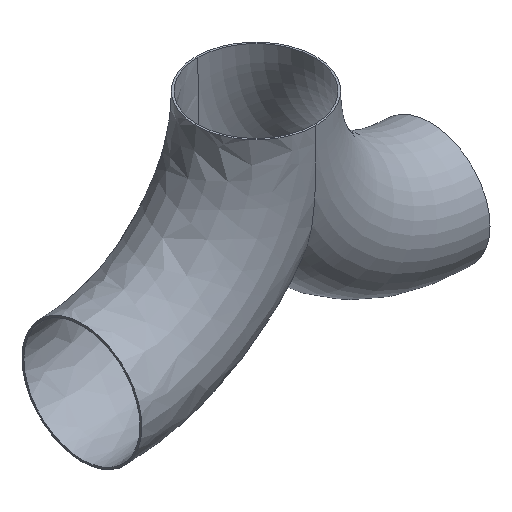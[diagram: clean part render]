
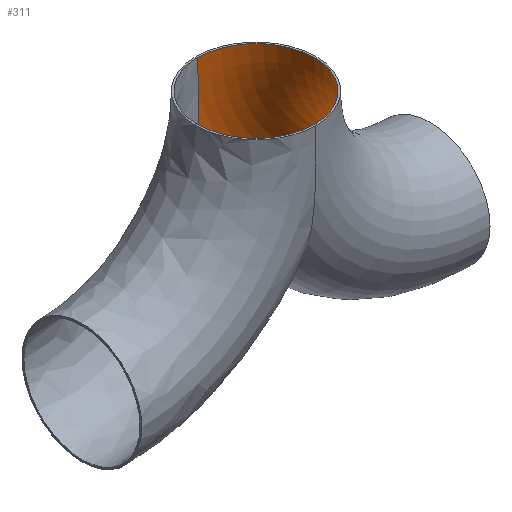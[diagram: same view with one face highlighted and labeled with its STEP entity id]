
A CAD part, isometric view. The second image highlights one B-rep face of the part: STEP entity #311.
In plain terms, the highlighted toroidal (fillet/blend) face has major radius 187.5 mm and minor radius 62.5 mm.
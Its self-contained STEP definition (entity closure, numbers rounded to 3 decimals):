
#168=CARTESIAN_POINT('',(0.,62.5,0.));
#169=VERTEX_POINT('',#168);
#170=CARTESIAN_POINT('',(0.,-62.5,0.));
#171=VERTEX_POINT('',#170);
#172=CARTESIAN_POINT('',(0.,62.5,0.));
#173=CARTESIAN_POINT('',(0.,62.5,-0.175));
#174=CARTESIAN_POINT('',(0.,62.5,-0.385));
#175=CARTESIAN_POINT('',(0.,62.5,-0.56));
#176=CARTESIAN_POINT('',(0.,62.5,-7.769));
#177=CARTESIAN_POINT('',(0.,62.505,-15.616));
#178=CARTESIAN_POINT('',(0.,62.483,-23.253));
#179=CARTESIAN_POINT('',(0.,62.465,-29.756));
#180=CARTESIAN_POINT('',(0.,62.422,-36.108));
#181=CARTESIAN_POINT('',(0.,62.331,-41.785));
#182=CARTESIAN_POINT('',(0.,62.306,-43.332));
#183=CARTESIAN_POINT('',(0.,62.278,-44.829));
#184=CARTESIAN_POINT('',(0.,62.246,-46.266));
#185=CARTESIAN_POINT('',(0.,62.228,-47.142));
#186=CARTESIAN_POINT('',(0.,62.208,-47.989));
#187=CARTESIAN_POINT('',(0.,62.186,-48.842));
#188=CARTESIAN_POINT('',(0.,61.775,-65.036));
#189=CARTESIAN_POINT('',(0.,60.776,-81.447));
#190=CARTESIAN_POINT('',(0.,57.893,-96.883));
#191=CARTESIAN_POINT('',(0.,56.329,-105.256));
#192=CARTESIAN_POINT('',(0.,54.214,-113.342));
#193=CARTESIAN_POINT('',(0.,51.351,-120.953));
#194=CARTESIAN_POINT('',(0.,50.949,-122.022));
#195=CARTESIAN_POINT('',(0.,50.532,-123.081));
#196=CARTESIAN_POINT('',(0.,50.1,-124.13));
#197=CARTESIAN_POINT('',(0.,49.77,-124.933));
#198=CARTESIAN_POINT('',(0.,49.431,-125.729));
#199=CARTESIAN_POINT('',(0.,49.088,-126.506));
#200=CARTESIAN_POINT('',(0.,46.145,-133.184));
#201=CARTESIAN_POINT('',(0.,42.864,-138.697));
#202=CARTESIAN_POINT('',(0.,39.472,-143.248));
#203=CARTESIAN_POINT('',(0.,37.713,-145.609));
#204=CARTESIAN_POINT('',(0.,35.924,-147.71));
#205=CARTESIAN_POINT('',(0.,34.135,-149.581));
#206=CARTESIAN_POINT('',(0.,33.645,-150.093));
#207=CARTESIAN_POINT('',(0.,33.149,-150.593));
#208=CARTESIAN_POINT('',(0.,32.645,-151.086));
#209=CARTESIAN_POINT('',(0.,29.46,-154.195));
#210=CARTESIAN_POINT('',(0.,25.953,-156.934));
#211=CARTESIAN_POINT('',(0.,22.139,-159.167));
#212=CARTESIAN_POINT('',(0.,20.632,-160.048));
#213=CARTESIAN_POINT('',(0.,19.078,-160.851));
#214=CARTESIAN_POINT('',(0.,17.477,-161.565));
#215=CARTESIAN_POINT('',(0.,16.197,-162.137));
#216=CARTESIAN_POINT('',(0.,14.893,-162.648));
#217=CARTESIAN_POINT('',(0.,13.574,-163.095));
#218=CARTESIAN_POINT('',(0.,9.843,-164.36));
#219=CARTESIAN_POINT('',(0.,5.973,-165.117));
#220=CARTESIAN_POINT('',(0.,2.02,-165.31));
#221=CARTESIAN_POINT('',(0.,0.888,-165.365));
#222=CARTESIAN_POINT('',(0.,-0.248,-165.374));
#223=CARTESIAN_POINT('',(0.,-1.376,-165.337));
#224=CARTESIAN_POINT('',(0.,-5.172,-165.21));
#225=CARTESIAN_POINT('',(0.,-8.915,-164.562));
#226=CARTESIAN_POINT('',(0.,-12.551,-163.428));
#227=CARTESIAN_POINT('',(0.,-14.014,-162.972));
#228=CARTESIAN_POINT('',(0.,-15.462,-162.435));
#229=CARTESIAN_POINT('',(0.,-16.872,-161.83));
#230=CARTESIAN_POINT('',(0.,-20.594,-160.233));
#231=CARTESIAN_POINT('',(0.,-24.08,-158.154));
#232=CARTESIAN_POINT('',(0.,-27.31,-155.699));
#233=CARTESIAN_POINT('',(0.,-29.817,-153.792));
#234=CARTESIAN_POINT('',(0.,-32.172,-151.654));
#235=CARTESIAN_POINT('',(0.,-34.35,-149.354));
#236=CARTESIAN_POINT('',(0.,-38.295,-145.189));
#237=CARTESIAN_POINT('',(0.,-41.677,-140.483));
#238=CARTESIAN_POINT('',(0.,-44.553,-135.494));
#239=CARTESIAN_POINT('',(0.,-46.316,-132.434));
#240=CARTESIAN_POINT('',(0.,-47.894,-129.259));
#241=CARTESIAN_POINT('',(0.,-49.308,-126.004));
#242=CARTESIAN_POINT('',(0.,-51.149,-121.766));
#243=CARTESIAN_POINT('',(0.,-52.713,-117.391));
#244=CARTESIAN_POINT('',(0.,-54.043,-112.955));
#245=CARTESIAN_POINT('',(0.,-54.592,-111.12));
#246=CARTESIAN_POINT('',(0.,-55.102,-109.276));
#247=CARTESIAN_POINT('',(0.,-55.576,-107.425));
#248=CARTESIAN_POINT('',(0.,-55.976,-105.86));
#249=CARTESIAN_POINT('',(0.,-56.35,-104.29));
#250=CARTESIAN_POINT('',(0.,-56.703,-102.705));
#251=CARTESIAN_POINT('',(0.,-59.852,-88.569));
#252=CARTESIAN_POINT('',(0.,-61.239,-73.436));
#253=CARTESIAN_POINT('',(0.,-61.887,-57.896));
#254=CARTESIAN_POINT('',(0.,-61.945,-56.502));
#255=CARTESIAN_POINT('',(0.,-61.997,-55.105));
#256=CARTESIAN_POINT('',(0.,-62.044,-53.705));
#257=CARTESIAN_POINT('',(0.,-62.075,-52.774));
#258=CARTESIAN_POINT('',(0.,-62.104,-51.844));
#259=CARTESIAN_POINT('',(0.,-62.131,-50.892));
#260=CARTESIAN_POINT('',(0.,-62.311,-44.577));
#261=CARTESIAN_POINT('',(0.,-62.41,-37.526));
#262=CARTESIAN_POINT('',(0.,-62.456,-29.797));
#263=CARTESIAN_POINT('',(0.,-62.504,-21.579));
#264=CARTESIAN_POINT('',(0.,-62.5,-12.593));
#265=CARTESIAN_POINT('',(0.,-62.5,-2.908));
#266=CARTESIAN_POINT('',(0.,-62.5,-2.129));
#267=CARTESIAN_POINT('',(0.,-62.5,-1.347));
#268=CARTESIAN_POINT('',(0.,-62.5,-0.56));
#269=CARTESIAN_POINT('',(0.,-62.5,-0.385));
#270=CARTESIAN_POINT('',(0.,-62.5,-0.175));
#271=CARTESIAN_POINT('',(0.,-62.5,0.));
#272=B_SPLINE_CURVE_WITH_KNOTS('',3,(#172,#173,#174,#175,#176,#177,#178,#179,#180,#181,#182,#183,#184,#185,#186,#187,#188,#189,#190,#191,#192,#193,#194,#195,#196,#197,#198,#199,#200,#201,#202,#203,#204,#205,#206,#207,#208,#209,#210,#211,#212,#213,#214,#215,#216,#217,#218,#219,#220,#221,#222,#223,#224,#225,#226,#227,#228,#229,#230,#231,#232,#233,#234,#235,#236,#237,#238,#239,#240,#241,#242,#243,#244,#245,#246,#247,#248,#249,#250,#251,#252,#253,#254,#255,#256,#257,#258,#259,#260,#261,#262,#263,#264,#265,#266,#267,#268,#269,#270,#271),.UNSPECIFIED.,.F.,.U.,(4,3,3,3,3,3,3,3,3,3,3,3,3,3,3,3,3,3,3,3,3,3,3,3,3,3,3,3,3,3,3,3,3,4),(-0.052,0.0,2.163,4.005,4.507,4.813,10.628,13.783,14.226,14.564,17.473,18.981,19.394,22.001,23.03,23.853,26.181,26.848,29.093,29.997,32.384,34.238,37.596,39.655,42.336,43.444,44.382,52.741,53.491,53.99,57.299,60.818,61.101,61.164),.UNSPECIFIED.);
#273=EDGE_CURVE('',#169,#171,#272,.T.);
#285=CARTESIAN_POINT('',(187.5,0.0,0.));
#286=DIRECTION('',(0.0,1.0,0.0));
#287=DIRECTION('',(0.0,0.0,1.0));
#288=AXIS2_PLACEMENT_3D('',#285,#286,#287);
#289=TOROIDAL_SURFACE('',#288,187.5,62.5);
#290=CARTESIAN_POINT('',(187.5,0.,-125.));
#291=VERTEX_POINT('',#290);
#292=CARTESIAN_POINT('',(187.5,0.0,-187.5));
#293=DIRECTION('',(-1.0,0.0,0.0));
#294=DIRECTION('',(0.0,0.0,-1.0));
#295=AXIS2_PLACEMENT_3D('',#292,#293,#294);
#296=CIRCLE('',#295,62.5);
#297=EDGE_CURVE('',#291,#291,#296,.T.);
#298=ORIENTED_EDGE('',*,*,#297,.F.);
#299=EDGE_LOOP('',(#298));
#300=FACE_OUTER_BOUND('',#299,.T.);
#301=ORIENTED_EDGE('',*,*,#273,.T.);
#302=CARTESIAN_POINT('',(0.0,0.0,0.));
#303=DIRECTION('',(0.0,0.0,-1.0));
#304=DIRECTION('',(-1.0,0.0,0.0));
#305=AXIS2_PLACEMENT_3D('',#302,#303,#304);
#306=CIRCLE('',#305,62.5);
#307=EDGE_CURVE('',#169,#171,#306,.T.);
#308=ORIENTED_EDGE('',*,*,#307,.F.);
#309=EDGE_LOOP('',(#301,#308));
#310=FACE_BOUND('',#309,.T.);
#311=ADVANCED_FACE('',(#300,#310),#289,.F.);
